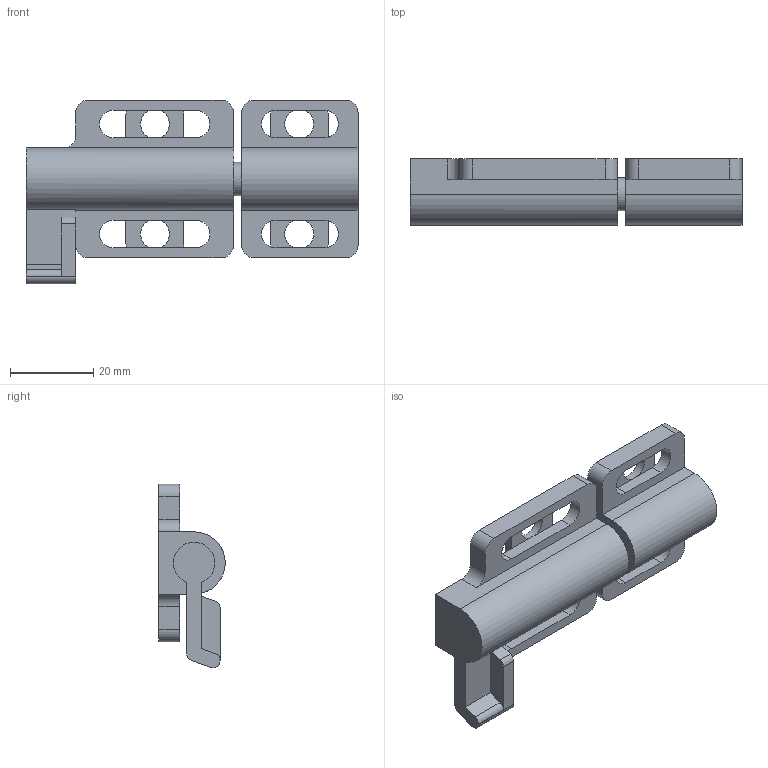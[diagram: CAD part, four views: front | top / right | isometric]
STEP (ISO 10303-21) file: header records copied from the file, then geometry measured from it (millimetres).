
FILE_DESCRIPTION(/* description */ ('620018_003'),/* implementation_level */ '2;1');
FILE_NAME(/* name */ '620018.stp',/* time_stamp */ '2014-01-05T19:16:05+01:00',/* author */ ('AlutecKK'),/* organization */ (''),/* preprocessor_version */ 'ST-DEVELOPER v15.2',/* originating_system */ 'Autodesk Inventor 2014',/* authorisation */ '');
FILE_SCHEMA (('AUTOMOTIVE_DESIGN { 1 0 10303 214 3 1 1 }'));
Length unit declared in the file: millimetre
Products named in the file (5): 620018_001; 620018_002; 620018_003; 620018_004; 620018
Bounding box: 80 x 16 x 44.27 mm (x, y, z)
Volume: 20054.4 mm3; surface area: 15327.2 mm2
Topology: 5 solids, 5 shells, 114 faces, 300 edges, 200 vertices
Faces by surface type: plane 64, cylinder 49, cone 1
Full cylindrical faces by diameter (mm): 7 x4, 8 x1, 8.5 x2
Entity records: 3404 total; most frequent: DIRECTION 575, CARTESIAN_POINT 554, ORIENTED_EDGE 526, EDGE_CURVE 263, AXIS2_PLACEMENT_3D 200, VERTEX_POINT 179, LINE 175, VECTOR 175
